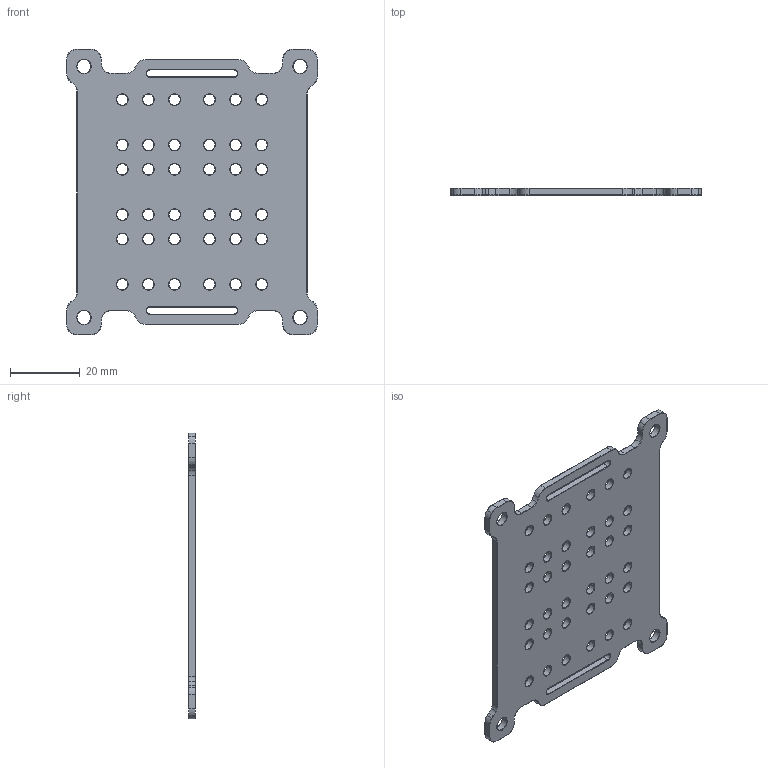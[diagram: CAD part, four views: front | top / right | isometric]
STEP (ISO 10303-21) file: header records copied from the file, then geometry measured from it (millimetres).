
FILE_DESCRIPTION (( 'STEP AP214' ), '1' );
FILE_NAME ('TrippelKissBackplate_v2.STEP', '2024-01-07T12:11:13', ( '' ), ( '' ), 'SwSTEP 2.0', 'SolidWorks 2024', '' );
FILE_SCHEMA (( 'AUTOMOTIVE_DESIGN' ));
Length unit declared in the file: millimetre
Products named in the file (1): TrippelKissBackplate_v2
Bounding box: 72 x 2 x 82 mm (x, y, z)
Volume: 9217.4 mm3; surface area: 10853.4 mm2
Topology: 1 solids, 1 shells, 434 faces, 1184 edges, 752 vertices
Faces by surface type: torus 224, cylinder 184, plane 26
Entity records: 14391 total; most frequent: DIRECTION 2982, CARTESIAN_POINT 2371, ORIENTED_EDGE 2368, AXIS2_PLACEMENT_3D 1363, EDGE_CURVE 1184, CIRCLE 928, VERTEX_POINT 752, EDGE_LOOP 518
